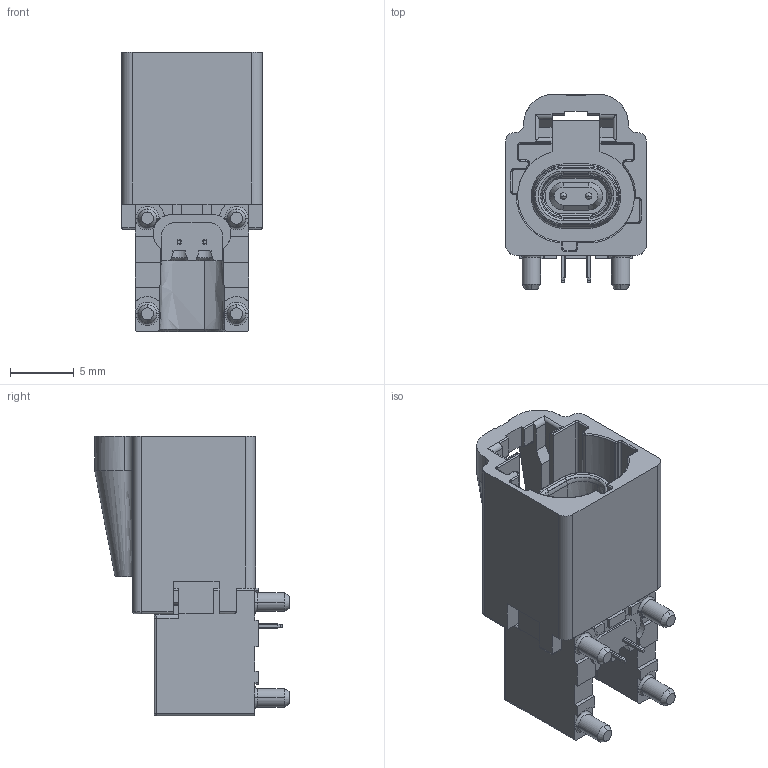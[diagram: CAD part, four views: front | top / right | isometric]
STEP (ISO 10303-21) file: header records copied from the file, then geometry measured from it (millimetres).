
FILE_DESCRIPTION (( 'STEP AP214' ), '1' );
FILE_NAME ('HF116P-1001-0A-VE.STEP', '2021-06-04T08:07:43', ( '' ), ( '' ), 'SwSTEP 2.0', 'SolidWorks 2018', '' );
FILE_SCHEMA (( 'AUTOMOTIVE_DESIGN' ));
Length unit declared in the file: millimetre
Products named in the file (1): HF116P-1001-0A-VE
Bounding box: 11 x 15.25 x 21.9 mm (x, y, z)
Volume: 1345 mm3; surface area: 1938.5 mm2
Topology: 1 solids, 2 shells, 562 faces, 1496 edges, 944 vertices
Faces by surface type: plane 288, cylinder 162, torus 65, cone 35, bspline 8, sphere 4
Entity records: 24371 total; most frequent: CARTESIAN_POINT 4004, DIRECTION 3003, ORIENTED_EDGE 2984, EDGE_CURVE 1492, AXIS2_PLACEMENT_3D 1029, LINE 945, VECTOR 945, VERTEX_POINT 944
